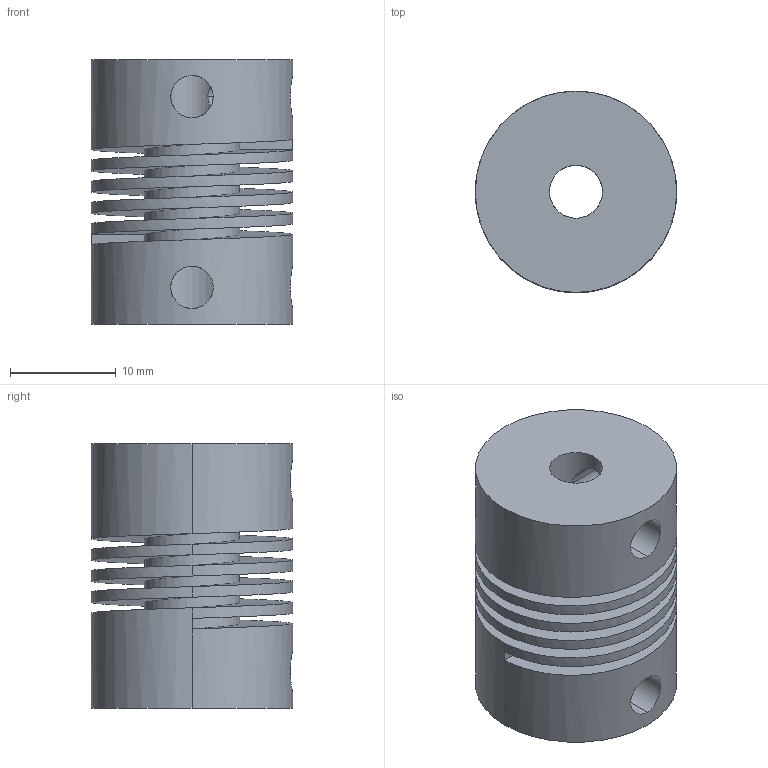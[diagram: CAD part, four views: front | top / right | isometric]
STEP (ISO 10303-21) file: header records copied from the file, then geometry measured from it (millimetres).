
FILE_DESCRIPTION (( 'STEP AP214' ), '1' );
FILE_NAME ('khop-noi-mem.STEP', '2022-08-27T08:39:53', ( '' ), ( '' ), 'SwSTEP 2.0', 'SolidWorks 2020', '' );
FILE_SCHEMA (( 'AUTOMOTIVE_DESIGN' ));
Length unit declared in the file: millimetre
Products named in the file (1): khop-noi-mem
Bounding box: 19 x 19 x 25 mm (x, y, z)
Volume: 4904.7 mm3; surface area: 4604.9 mm2
Topology: 1 solids, 1 shells, 31 faces, 95 edges, 62 vertices
Faces by surface type: cylinder 23, plane 5, bspline 3
Entity records: 2324 total; most frequent: CARTESIAN_POINT 1544, ORIENTED_EDGE 190, DIRECTION 115, EDGE_CURVE 95, VERTEX_POINT 62, AXIS2_PLACEMENT_3D 41, EDGE_LOOP 37, VECTOR 33
